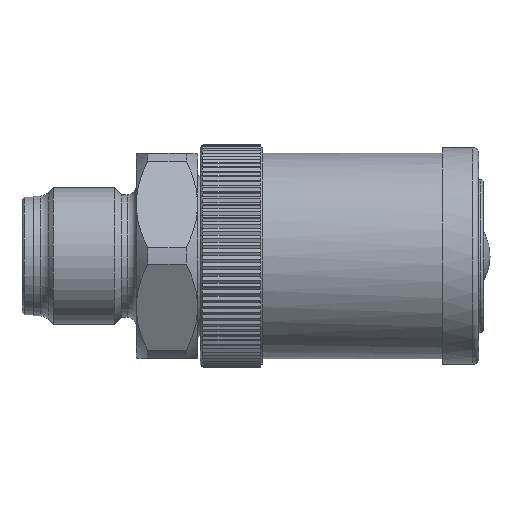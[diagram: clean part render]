
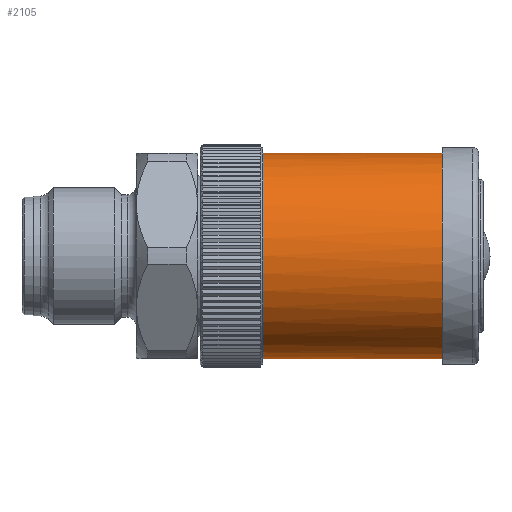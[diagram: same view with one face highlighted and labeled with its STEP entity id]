
A CAD part, top view. The second image highlights one B-rep face of the part: STEP entity #2105.
In plain terms, the highlighted cylindrical face has radius 9 mm (diameter 18 mm), a full revolution.
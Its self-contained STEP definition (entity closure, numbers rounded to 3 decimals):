
#1608=B_SPLINE_CURVE_WITH_KNOTS('',3,(#10537,#10538,#10539,#10540,#10541,
#10542,#10543,#10544,#10545,#10546,#10547,#10548,#10549,#10550,#10551,#10552,
#10553,#10554,#10555,#10556,#10557,#10558),.UNSPECIFIED.,.F.,.F.,(4,2,2,
2,2,2,2,2,2,2,4),(0.,0.125,0.188,0.25,0.375,0.5,0.625,0.75,0.813,0.875,
1.),.UNSPECIFIED.);
#2105=ADVANCED_FACE('',(#2667,#2668),#2523,.T.);
#2523=CYLINDRICAL_SURFACE('',#7743,9.);
#2667=FACE_BOUND('',#2756,.T.);
#2668=FACE_BOUND('',#2757,.T.);
#2756=EDGE_LOOP('',(#3221));
#2757=EDGE_LOOP('',(#3222,#3223));
#3221=ORIENTED_EDGE('',*,*,#6278,.T.);
#3222=ORIENTED_EDGE('',*,*,#6279,.T.);
#3223=ORIENTED_EDGE('',*,*,#6280,.F.);
#5507=VERTEX_POINT('',#10536);
#5508=VERTEX_POINT('',#10559);
#5509=VERTEX_POINT('',#10560);
#6278=EDGE_CURVE('',#5507,#5507,#7421,.T.);
#6279=EDGE_CURVE('',#5508,#5509,#1608,.T.);
#6280=EDGE_CURVE('',#5508,#5509,#7422,.T.);
#7421=CIRCLE('',#7741,9.);
#7422=CIRCLE('',#7742,9.);
#7741=AXIS2_PLACEMENT_3D('',#10535,#8493,#8494);
#7742=AXIS2_PLACEMENT_3D('',#10561,#8495,#8496);
#7743=AXIS2_PLACEMENT_3D('',#10562,#8497,#8498);
#8493=DIRECTION('',(1.,0.,0.));
#8494=DIRECTION('',(0.,0.,-1.));
#8495=DIRECTION('',(1.,0.,0.));
#8496=DIRECTION('',(0.,0.,-1.));
#8497=DIRECTION('',(-1.,0.,0.));
#8498=DIRECTION('',(0.,0.,-1.));
#10535=CARTESIAN_POINT('',(3.1,0.,0.));
#10536=CARTESIAN_POINT('',(3.1,0.,-9.));
#10537=CARTESIAN_POINT('',(18.8,4.417,-7.842));
#10538=CARTESIAN_POINT('',(17.904,5.686,-7.127));
#10539=CARTESIAN_POINT('',(16.746,6.587,-6.197));
#10540=CARTESIAN_POINT('',(14.579,7.396,-5.148));
#10541=CARTESIAN_POINT('',(13.753,7.567,-4.872));
#10542=CARTESIAN_POINT('',(12.056,7.592,-4.833));
#10543=CARTESIAN_POINT('',(11.224,7.446,-5.073));
#10544=CARTESIAN_POINT('',(9.011,6.688,-6.081));
#10545=CARTESIAN_POINT('',(7.82,5.791,-7.033));
#10546=CARTESIAN_POINT('',(6.007,3.356,-8.47));
#10547=CARTESIAN_POINT('',(5.405,1.709,-8.996));
#10548=CARTESIAN_POINT('',(5.395,-1.665,-9.004));
#10549=CARTESIAN_POINT('',(5.986,-3.319,-8.488));
#10550=CARTESIAN_POINT('',(7.814,-5.791,-7.037));
#10551=CARTESIAN_POINT('',(8.992,-6.677,-6.094));
#10552=CARTESIAN_POINT('',(11.205,-7.442,-5.08));
#10553=CARTESIAN_POINT('',(12.049,-7.591,-4.835));
#10554=CARTESIAN_POINT('',(13.735,-7.569,-4.87));
#10555=CARTESIAN_POINT('',(14.559,-7.401,-5.14));
#10556=CARTESIAN_POINT('',(16.745,-6.59,-6.193));
#10557=CARTESIAN_POINT('',(17.906,-5.684,-7.128));
#10558=CARTESIAN_POINT('',(18.8,-4.417,-7.842));
#10559=CARTESIAN_POINT('',(18.8,4.417,-7.842));
#10560=CARTESIAN_POINT('',(18.8,-4.417,-7.842));
#10561=CARTESIAN_POINT('',(18.8,0.,0.));
#10562=CARTESIAN_POINT('',(19.6,0.,0.));
